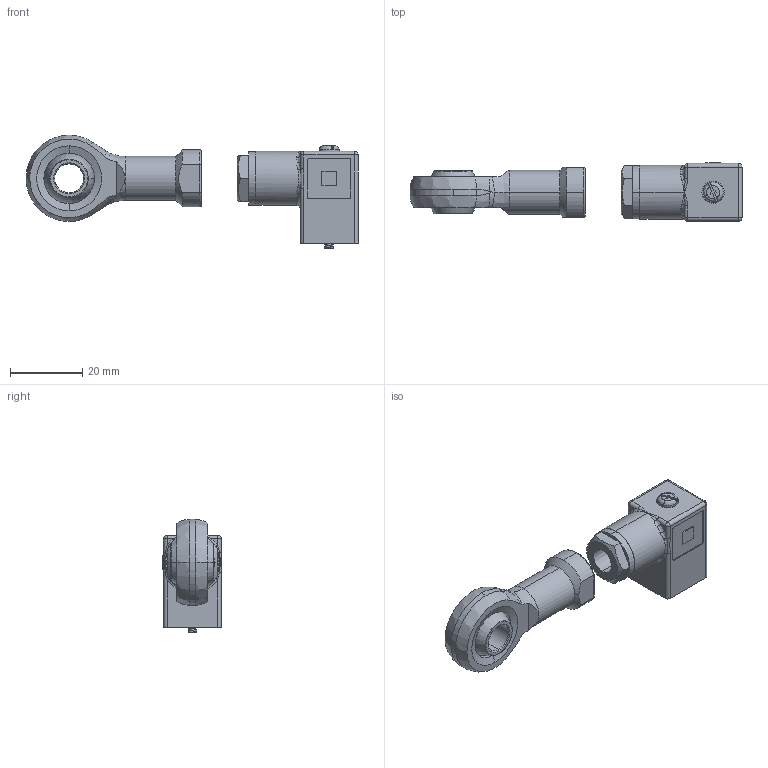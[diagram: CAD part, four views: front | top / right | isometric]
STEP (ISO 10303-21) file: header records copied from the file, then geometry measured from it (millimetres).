
FILE_DESCRIPTION (( 'STEP AP214' ), '1' );
FILE_NAME ('LCR38-ACC-KIT.STEP', '2025-03-11T17:36:27', ( '' ), ( '' ), 'SwSTEP 2.0', 'SolidWorks 2024', '' );
FILE_SCHEMA (( 'AUTOMOTIVE_DESIGN' ));
Length unit declared in the file: millimetre
Products named in the file (1): LCR38-ACC-KIT
Bounding box: 92 x 16.2 x 31.45 mm (x, y, z)
Volume: 9602.9 mm3; surface area: 12140.2 mm2
Topology: 8 solids, 8 shells, 362 faces, 946 edges, 594 vertices
Faces by surface type: cylinder 147, plane 140, bspline 57, cone 16, torus 2
Entity records: 19929 total; most frequent: CARTESIAN_POINT 11795, ORIENTED_EDGE 1872, DIRECTION 1459, EDGE_CURVE 936, VERTEX_POINT 594, AXIS2_PLACEMENT_3D 505, LINE 449, VECTOR 449
